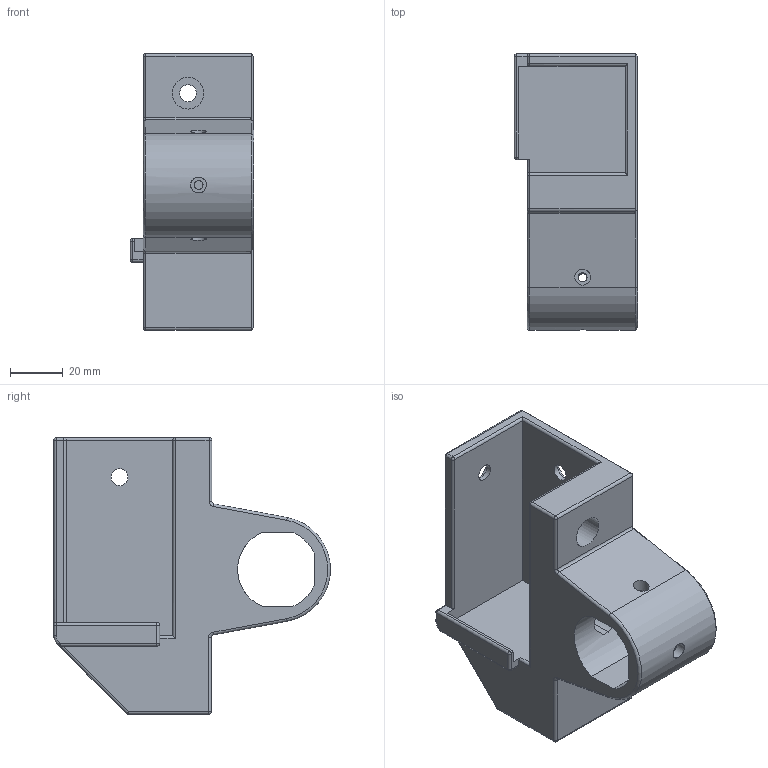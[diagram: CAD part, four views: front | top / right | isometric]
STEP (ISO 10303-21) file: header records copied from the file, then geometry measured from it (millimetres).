
FILE_DESCRIPTION(/* description */ (''),/* implementation_level */ '2;1');
FILE_NAME(/* name */ 'shaft_mount.step',/* time_stamp */ '2026-02-16T15:33:35-08:00',/* author */ (''),/* organization */ (''),/* preprocessor_version */ 'ST-DEVELOPER v20.1',/* originating_system */ 'Autodesk Translation Framework v14.24.0.0',/* authorisation */ '');
FILE_SCHEMA (('AUTOMOTIVE_DESIGN { 1 0 10303 214 3 1 1 }'));
Length unit declared in the file: millimetre
Products named in the file (4): Manuel 1.0; V4 robot arm; Elbow (2); Shaft mount
Assembly tree (3 placements, depth 4):
  Manuel 1.0
    V4 robot arm
      Elbow (2)
        Shaft mount
Bounding box: 47 x 105 x 105 mm (x, y, z)
Volume: 174851.3 mm3; surface area: 41185.4 mm2
Topology: 1 solids, 1 shells, 106 faces, 250 edges, 152 vertices
Faces by surface type: cylinder 48, plane 42, sphere 10, torus 4, cone 2
Full cylindrical faces by diameter (mm): 3.4 x3, 6 x3, 6.4 x3, 12 x3
Entity records: 3208 total; most frequent: DIRECTION 577, CARTESIAN_POINT 572, ORIENTED_EDGE 500, EDGE_CURVE 250, AXIS2_PLACEMENT_3D 218, VERTEX_POINT 152, LINE 141, VECTOR 141
